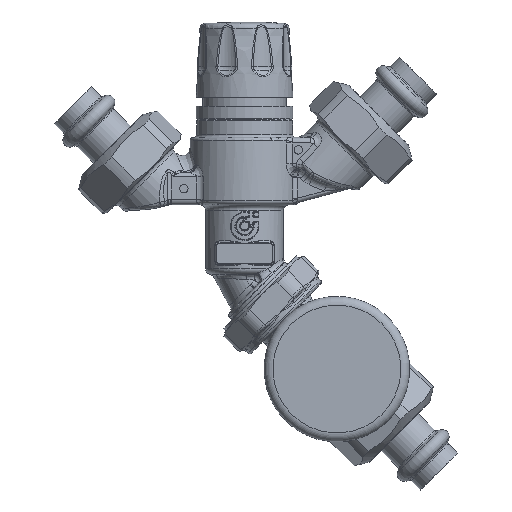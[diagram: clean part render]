
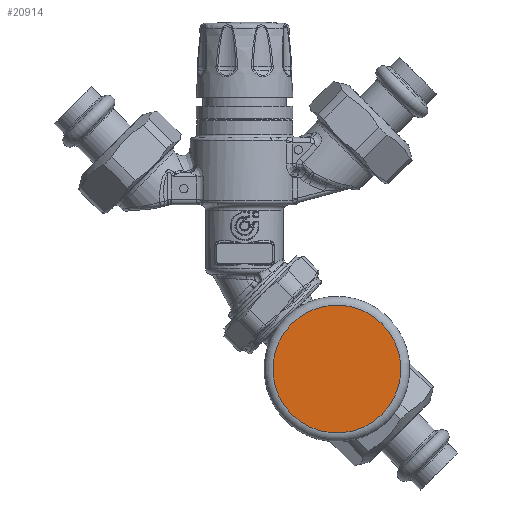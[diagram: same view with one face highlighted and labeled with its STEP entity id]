
A CAD part, top view. The second image highlights one B-rep face of the part: STEP entity #20914.
In plain terms, the highlighted face is planar.
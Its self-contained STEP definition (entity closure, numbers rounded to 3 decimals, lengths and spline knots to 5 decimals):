
#4090=FACE_OUTER_BOUND('',#5516,.T.);
#5516=EDGE_LOOP('',(#18905));
#8434=CIRCLE('',#23355,0.905);
#10100=VERTEX_POINT('',#73485);
#13047=EDGE_CURVE('',#10100,#10100,#8434,.T.);
#18905=ORIENTED_EDGE('',*,*,#13047,.F.);
#19624=PLANE('',#23361);
#20914=ADVANCED_FACE('',(#4090),#19624,.T.);
#23355=AXIS2_PLACEMENT_3D('',#73486,#28709,#28710);
#23361=AXIS2_PLACEMENT_3D('',#73496,#28722,#28723);
#28709=DIRECTION('center_axis',(-1.,0.,0.));
#28710=DIRECTION('ref_axis',(0.,1.,0.));
#28722=DIRECTION('center_axis',(1.,0.,0.));
#28723=DIRECTION('ref_axis',(0.,-1.,0.));
#73485=CARTESIAN_POINT('',(1.4924,0.905,0.));
#73486=CARTESIAN_POINT('Origin',(1.4924,0.,
0.));
#73496=CARTESIAN_POINT('Origin',(1.4924,0.,
0.));
